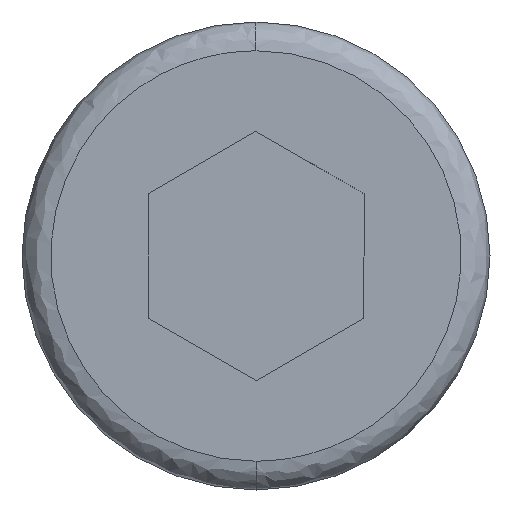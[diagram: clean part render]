
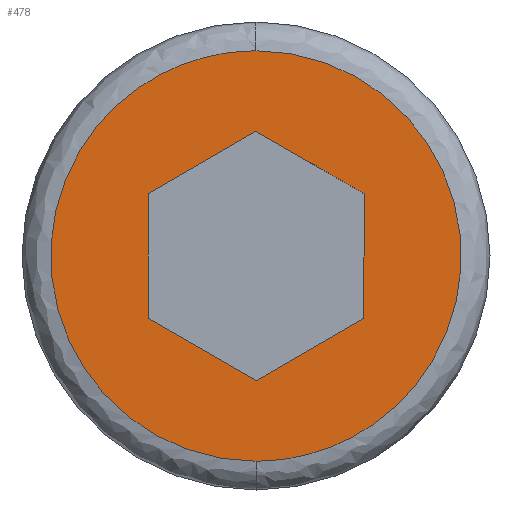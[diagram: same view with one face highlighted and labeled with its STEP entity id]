
A CAD part, left-side view. The second image highlights one B-rep face of the part: STEP entity #478.
In plain terms, the highlighted planar face has unit normal (-1, 0, 0).
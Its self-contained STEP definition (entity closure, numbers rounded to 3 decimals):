
#5 = VERTEX_POINT ( 'NONE', #279 ) ;
#19 = CARTESIAN_POINT ( 'NONE',  ( -8., 0., 5.7 ) ) ;
#25 = DIRECTION ( 'NONE',  ( 0., -0.866, 0.5 ) ) ;
#28 = CARTESIAN_POINT ( 'NONE',  ( -8., 0., -5.7 ) ) ;
#29 = CARTESIAN_POINT ( 'NONE',  ( -8., 0., -5.7 ) ) ;
#33 = VECTOR ( 'NONE', #121, 1000. ) ;
#60 = EDGE_CURVE ( 'NONE', #5, #548, #357, .T. ) ;
#65 = CARTESIAN_POINT ( 'NONE',  ( -8., 11.4, 5.7 ) ) ;
#75 = EDGE_CURVE ( 'NONE', #375, #441, #223, .T. ) ;
#76 = DIRECTION ( 'NONE',  ( 0., 0., 1. ) ) ;
#80 = CARTESIAN_POINT ( 'NONE',  ( -8., 0., -3.464 ) ) ;
#88 = EDGE_CURVE ( 'NONE', #441, #375, #359, .T. ) ;
#95 = EDGE_CURVE ( 'NONE', #284, #196, #498, .T. ) ;
#107 = VECTOR ( 'NONE', #484, 1000. ) ;
#119 = CARTESIAN_POINT ( 'NONE',  ( -8., -3., 1.732 ) ) ;
#121 = DIRECTION ( 'NONE',  ( 0., -0.866, -0.5 ) ) ;
#127 = EDGE_LOOP ( 'NONE', ( #236, #554 ) ) ;
#143 = ORIENTED_EDGE ( 'NONE', *, *, #95, .T. ) ;
#146 = CARTESIAN_POINT ( 'NONE',  ( -8., 0., -3.464 ) ) ;
#147 = VECTOR ( 'NONE', #25, 1000. ) ;
#158 = DIRECTION ( 'NONE',  ( 0., 0., 1. ) ) ;
#165 = FACE_OUTER_BOUND ( 'NONE', #127, .T. ) ;
#171 = EDGE_CURVE ( 'NONE', #374, #5, #175, .T. ) ;
#175 = LINE ( 'NONE', #80, #216 ) ;
#177 = EDGE_LOOP ( 'NONE', ( #473, #327, #314, #492, #143, #391 ) ) ;
#185 = CARTESIAN_POINT ( 'NONE',  ( -8., -3., 0. ) ) ;
#196 = VERTEX_POINT ( 'NONE', #119 ) ;
#203 = CARTESIAN_POINT ( 'NONE',  ( -8., 3., 1.732 ) ) ;
#207 = PLANE ( 'NONE',  #547 ) ;
#216 = VECTOR ( 'NONE', #384, 1000. ) ;
#223 =( BOUNDED_CURVE ( )  B_SPLINE_CURVE ( 3, ( #248, #542, #286, #29 ),
 .UNSPECIFIED., .F., .F. ) 
 B_SPLINE_CURVE_WITH_KNOTS ( ( 4, 4 ),
 ( 0.75, 1.25 ),
 .UNSPECIFIED. ) 
 CURVE ( )  GEOMETRIC_REPRESENTATION_ITEM ( )  RATIONAL_B_SPLINE_CURVE ( ( 1., 0.333, 0.333, 1. ) ) 
 REPRESENTATION_ITEM ( '' )  );
#234 = CARTESIAN_POINT ( 'NONE',  ( -8., 0., 3.464 ) ) ;
#236 = ORIENTED_EDGE ( 'NONE', *, *, #88, .F. ) ;
#243 = CARTESIAN_POINT ( 'NONE',  ( -8., 3., 0. ) ) ;
#248 = CARTESIAN_POINT ( 'NONE',  ( -8., 0., 5.7 ) ) ;
#279 = CARTESIAN_POINT ( 'NONE',  ( -8., 3., -1.732 ) ) ;
#284 = VERTEX_POINT ( 'NONE', #234 ) ;
#286 = CARTESIAN_POINT ( 'NONE',  ( -8., -11.4, -5.7 ) ) ;
#289 = CARTESIAN_POINT ( 'NONE',  ( -8., 11.4, -5.7 ) ) ;
#298 = VECTOR ( 'NONE', #412, 1000. ) ;
#314 = ORIENTED_EDGE ( 'NONE', *, *, #60, .T. ) ;
#318 = LINE ( 'NONE', #422, #147 ) ;
#324 = EDGE_CURVE ( 'NONE', #196, #527, #520, .T. ) ;
#327 = ORIENTED_EDGE ( 'NONE', *, *, #171, .T. ) ;
#334 = VECTOR ( 'NONE', #158, 1000. ) ;
#357 = LINE ( 'NONE', #243, #334 ) ;
#359 =( BOUNDED_CURVE ( )  B_SPLINE_CURVE ( 3, ( #545, #289, #65, #423 ),
 .UNSPECIFIED., .F., .T. ) 
 B_SPLINE_CURVE_WITH_KNOTS ( ( 4, 4 ),
 ( 0.25, 0.75 ),
 .UNSPECIFIED. ) 
 CURVE ( )  GEOMETRIC_REPRESENTATION_ITEM ( )  RATIONAL_B_SPLINE_CURVE ( ( 1., 0.333, 0.333, 1. ) ) 
 REPRESENTATION_ITEM ( '' )  );
#373 = CARTESIAN_POINT ( 'NONE',  ( -8., -3., -1.732 ) ) ;
#374 = VERTEX_POINT ( 'NONE', #146 ) ;
#375 = VERTEX_POINT ( 'NONE', #19 ) ;
#384 = DIRECTION ( 'NONE',  ( 0., 0.866, 0.5 ) ) ;
#391 = ORIENTED_EDGE ( 'NONE', *, *, #324, .T. ) ;
#412 = DIRECTION ( 'NONE',  ( 0., 0.866, -0.5 ) ) ;
#415 = LINE ( 'NONE', #459, #298 ) ;
#422 = CARTESIAN_POINT ( 'NONE',  ( -8., 3., 1.732 ) ) ;
#423 = CARTESIAN_POINT ( 'NONE',  ( -8., 0., 5.7 ) ) ;
#441 = VERTEX_POINT ( 'NONE', #28 ) ;
#459 = CARTESIAN_POINT ( 'NONE',  ( -8., -3., -1.732 ) ) ;
#461 = FACE_BOUND ( 'NONE', #177, .T. ) ;
#471 = EDGE_CURVE ( 'NONE', #527, #374, #415, .T. ) ;
#473 = ORIENTED_EDGE ( 'NONE', *, *, #471, .T. ) ;
#478 = ADVANCED_FACE ( 'NONE', ( #461, #165 ), #207, .T. ) ;
#483 = EDGE_CURVE ( 'NONE', #548, #284, #318, .T. ) ;
#484 = DIRECTION ( 'NONE',  ( 0., 0., -1. ) ) ;
#492 = ORIENTED_EDGE ( 'NONE', *, *, #483, .T. ) ;
#498 = LINE ( 'NONE', #504, #33 ) ;
#504 = CARTESIAN_POINT ( 'NONE',  ( -8., 0., 3.464 ) ) ;
#520 = LINE ( 'NONE', #185, #107 ) ;
#527 = VERTEX_POINT ( 'NONE', #373 ) ;
#542 = CARTESIAN_POINT ( 'NONE',  ( -8., -11.4, 5.7 ) ) ;
#543 = DIRECTION ( 'NONE',  ( -1., 0., 0. ) ) ;
#545 = CARTESIAN_POINT ( 'NONE',  ( -8., 0., -5.7 ) ) ;
#547 = AXIS2_PLACEMENT_3D ( 'NONE', #549, #543, #76 ) ;
#548 = VERTEX_POINT ( 'NONE', #203 ) ;
#549 = CARTESIAN_POINT ( 'NONE',  ( -8., 4.982, 0. ) ) ;
#554 = ORIENTED_EDGE ( 'NONE', *, *, #75, .F. ) ;
